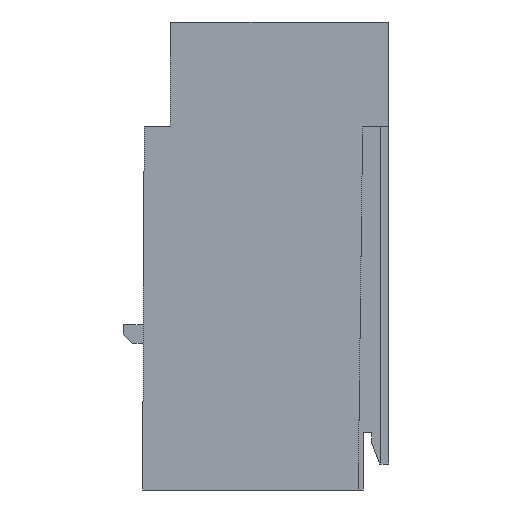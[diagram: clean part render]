
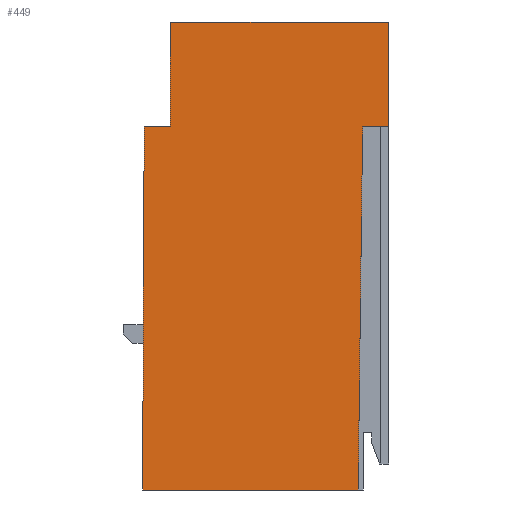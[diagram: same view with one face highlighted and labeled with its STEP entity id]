
A CAD part, left-side view. The second image highlights one B-rep face of the part: STEP entity #449.
In plain terms, the highlighted planar face has unit normal (-1, 0, 0).
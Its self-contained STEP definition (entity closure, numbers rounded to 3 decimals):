
#390=AXIS2_PLACEMENT_3D('Plane Axis2P3D',#387,#388,#389) ;
#365=CARTESIAN_POINT('Vertex',(-45.25,5.,-20.)) ;
#372=CARTESIAN_POINT('Vertex',(-45.25,0.,-20.)) ;
#375=CARTESIAN_POINT('Line Origine',(-45.25,2.5,-20.)) ;
#387=CARTESIAN_POINT('Axis2P3D Location',(-45.25,42.,0.)) ;
#392=CARTESIAN_POINT('Line Origine',(-45.25,5.428,-55.)) ;
#396=CARTESIAN_POINT('Vertex',(-45.25,5.855,-90.)) ;
#399=CARTESIAN_POINT('Line Origine',(-45.25,0.,-10.)) ;
#403=CARTESIAN_POINT('Vertex',(-45.25,0.,0.)) ;
#406=CARTESIAN_POINT('Line Origine',(-45.25,20.956,0.)) ;
#410=CARTESIAN_POINT('Vertex',(-45.25,41.913,0.)) ;
#413=CARTESIAN_POINT('Line Origine',(-45.25,41.956,-10.)) ;
#417=CARTESIAN_POINT('Vertex',(-45.25,42.,-20.)) ;
#420=CARTESIAN_POINT('Line Origine',(-45.25,44.5,-20.)) ;
#424=CARTESIAN_POINT('Vertex',(-45.25,47.,-20.)) ;
#427=CARTESIAN_POINT('Line Origine',(-45.25,47.153,-55.)) ;
#431=CARTESIAN_POINT('Vertex',(-45.25,47.305,-90.)) ;
#434=CARTESIAN_POINT('Line Origine',(-45.25,26.58,-90.)) ;
#376=DIRECTION('Vector Direction',(0.,1.,0.)) ;
#388=DIRECTION('Axis2P3D Direction',(1.,0.,0.)) ;
#389=DIRECTION('Axis2P3D XDirection',(0.,1.,0.)) ;
#393=DIRECTION('Vector Direction',(0.,-0.012,1.)) ;
#400=DIRECTION('Vector Direction',(0.,0.,-1.)) ;
#407=DIRECTION('Vector Direction',(0.,1.,0.)) ;
#414=DIRECTION('Vector Direction',(0.,0.004,-1.)) ;
#421=DIRECTION('Vector Direction',(0.,1.,0.)) ;
#428=DIRECTION('Vector Direction',(0.,0.004,-1.)) ;
#435=DIRECTION('Vector Direction',(0.,1.,0.)) ;
#377=VECTOR('Line Direction',#376,1.) ;
#394=VECTOR('Line Direction',#393,1.) ;
#401=VECTOR('Line Direction',#400,1.) ;
#408=VECTOR('Line Direction',#407,1.) ;
#415=VECTOR('Line Direction',#414,1.) ;
#422=VECTOR('Line Direction',#421,1.) ;
#429=VECTOR('Line Direction',#428,1.) ;
#436=VECTOR('Line Direction',#435,1.) ;
#440=ORIENTED_EDGE('',*,*,#398,.T.) ;
#441=ORIENTED_EDGE('',*,*,#379,.F.) ;
#442=ORIENTED_EDGE('',*,*,#405,.T.) ;
#443=ORIENTED_EDGE('',*,*,#412,.T.) ;
#444=ORIENTED_EDGE('',*,*,#419,.F.) ;
#445=ORIENTED_EDGE('',*,*,#426,.F.) ;
#446=ORIENTED_EDGE('',*,*,#433,.F.) ;
#447=ORIENTED_EDGE('',*,*,#438,.F.) ;
#449=ADVANCED_FACE('Hauptkoerper nicht benutzen',(#448),#391,.F.) ;
#379=EDGE_CURVE('',#373,#366,#378,.T.) ;
#398=EDGE_CURVE('',#397,#366,#395,.T.) ;
#405=EDGE_CURVE('',#373,#404,#402,.F.) ;
#412=EDGE_CURVE('',#404,#411,#409,.T.) ;
#419=EDGE_CURVE('',#418,#411,#416,.F.) ;
#426=EDGE_CURVE('',#425,#418,#423,.F.) ;
#433=EDGE_CURVE('',#432,#425,#430,.F.) ;
#438=EDGE_CURVE('',#397,#432,#437,.T.) ;
#439=EDGE_LOOP('',(#440,#441,#442,#443,#444,#445,#446,#447)) ;
#448=FACE_OUTER_BOUND('',#439,.T.) ;
#378=LINE('Line',#375,#377) ;
#395=LINE('Line',#392,#394) ;
#402=LINE('Line',#399,#401) ;
#409=LINE('Line',#406,#408) ;
#416=LINE('Line',#413,#415) ;
#423=LINE('Line',#420,#422) ;
#430=LINE('Line',#427,#429) ;
#437=LINE('Line',#434,#436) ;
#391=PLANE('Plane',#390) ;
#366=VERTEX_POINT('',#365) ;
#373=VERTEX_POINT('',#372) ;
#397=VERTEX_POINT('',#396) ;
#404=VERTEX_POINT('',#403) ;
#411=VERTEX_POINT('',#410) ;
#418=VERTEX_POINT('',#417) ;
#425=VERTEX_POINT('',#424) ;
#432=VERTEX_POINT('',#431) ;
